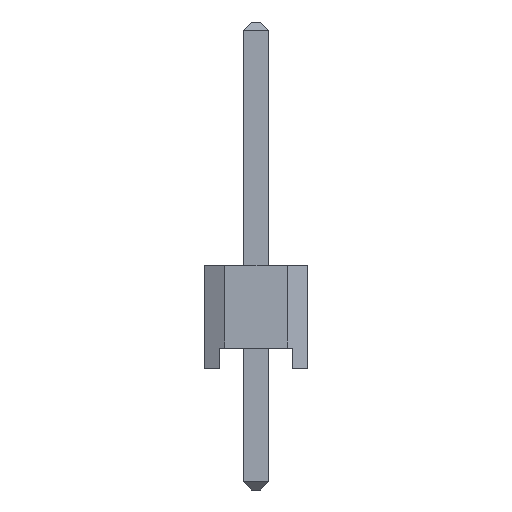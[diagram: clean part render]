
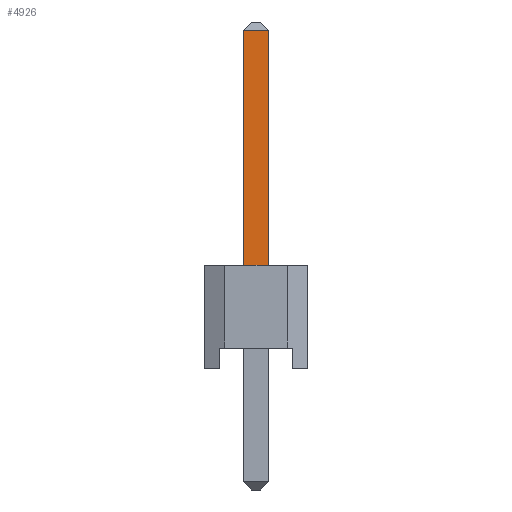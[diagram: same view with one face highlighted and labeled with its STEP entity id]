
A CAD part, left-side view. The second image highlights one B-rep face of the part: STEP entity #4926.
In plain terms, the highlighted face is planar.
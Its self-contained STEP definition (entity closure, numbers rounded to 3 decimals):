
#536=ORIENTED_EDGE('',*,*,#1261,.F.);
#537=ORIENTED_EDGE('',*,*,#1302,.F.);
#538=ORIENTED_EDGE('',*,*,#1298,.T.);
#539=ORIENTED_EDGE('',*,*,#1303,.T.);
#1261=EDGE_CURVE('',#1685,#1686,#2069,.T.);
#1298=EDGE_CURVE('',#1719,#1716,#2106,.T.);
#1302=EDGE_CURVE('',#1719,#1685,#2110,.T.);
#1303=EDGE_CURVE('',#1716,#1686,#2111,.T.);
#1685=VERTEX_POINT('',#6647);
#1686=VERTEX_POINT('',#6649);
#1716=VERTEX_POINT('',#6712);
#1719=VERTEX_POINT('',#6720);
#2069=LINE('',#6648,#2565);
#2106=LINE('',#6723,#2602);
#2110=LINE('',#6730,#2606);
#2111=LINE('',#6731,#2607);
#2565=VECTOR('',#5649,1000.);
#2602=VECTOR('',#5694,1000.);
#2606=VECTOR('',#5704,1000.);
#2607=VECTOR('',#5705,1000.);
#2910=EDGE_LOOP('',(#536,#537,#538,#539));
#3124=FACE_BOUND('',#2910,.T.);
#3324=PLANE('',#5133);
#4926=ADVANCED_FACE('',(#3124),#3324,.F.);
#5133=AXIS2_PLACEMENT_3D('',#6729,#5702,#5703);
#5649=DIRECTION('',(0.,0.,1.));
#5694=DIRECTION('',(0.,0.,1.));
#5702=DIRECTION('',(-1.,0.,0.));
#5703=DIRECTION('',(0.,-1.,0.));
#5704=DIRECTION('',(0.,-1.,0.));
#5705=DIRECTION('',(0.,-1.,0.));
#6647=CARTESIAN_POINT('',(7.94,1.27,-0.32));
#6648=CARTESIAN_POINT('',(7.94,1.27,-0.32));
#6649=CARTESIAN_POINT('',(7.94,1.27,0.32));
#6712=CARTESIAN_POINT('',(7.94,7.07,0.32));
#6720=CARTESIAN_POINT('',(7.94,7.07,-0.32));
#6723=CARTESIAN_POINT('',(7.94,7.07,-0.32));
#6729=CARTESIAN_POINT('',(7.94,7.27,-0.32));
#6730=CARTESIAN_POINT('',(7.94,7.27,-0.32));
#6731=CARTESIAN_POINT('',(7.94,7.27,0.32));
